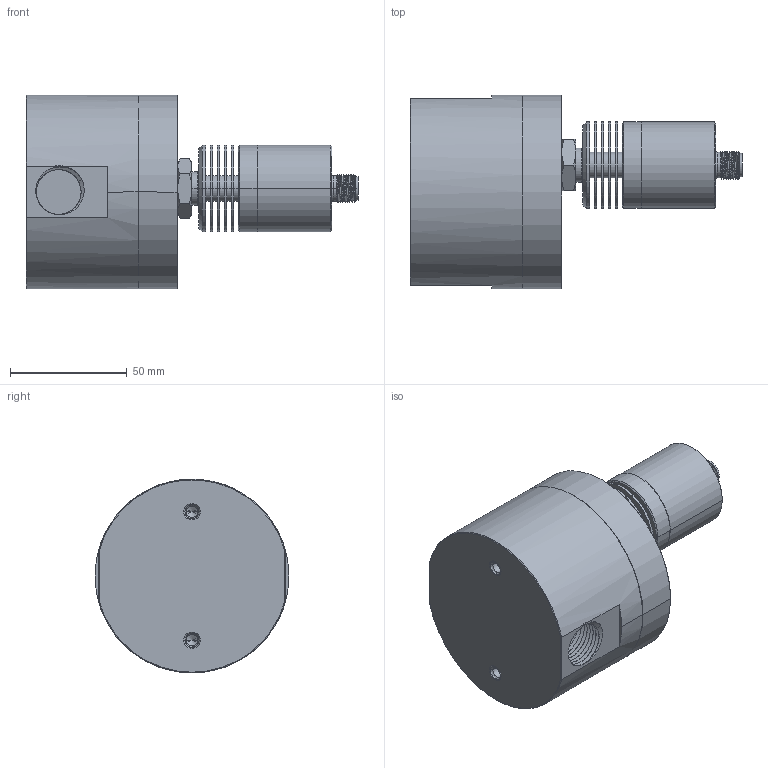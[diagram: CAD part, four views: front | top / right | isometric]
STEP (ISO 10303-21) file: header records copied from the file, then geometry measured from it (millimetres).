
FILE_DESCRIPTION (( 'STEP AP214' ), '1' );
FILE_NAME ('FM510-M10-T-M-3D.STEP', '2021-09-01T01:40:05', ( '' ), ( '' ), 'SwSTEP 2.0', 'SolidWorks 2018', '' );
FILE_SCHEMA (( 'AUTOMOTIVE_DESIGN' ));
Length unit declared in the file: millimetre
Products named in the file (8): FM510-M10-T-M-3D.stp; FM510-T-ASM-01-3D.stp; HSHSM-5.stp; FM510-T-ASM-M-3D_ASM.stp; FM510-M10-T-M-3D; FM510-T-ASM-02-M-3D.stp; FM120-02-20210510.stp; CLBT-M10.stp
Assembly tree (7 placements, depth 4):
  FM510-M10-T-M-3D
    FM510-M10-T-M-3D.stp
      FM510-T-ASM-M-3D_ASM.stp
        FM510-T-ASM-01-3D.stp
        FM510-T-ASM-02-M-3D.stp
        HSHSM-5.stp
        FM120-02-20210510.stp
      CLBT-M10.stp
Bounding box: 142.2 x 83 x 83 mm (x, y, z)
Volume: 58507.3 mm3; surface area: 63695 mm2
Topology: 4 solids, 7 shells, 426 faces, 1040 edges, 662 vertices
Faces by surface type: cylinder 139, plane 120, cone 86, bspline 45, torus 20, sphere 16
Entity records: 21237 total; most frequent: CARTESIAN_POINT 11505, ORIENTED_EDGE 2000, DIRECTION 1865, EDGE_CURVE 1004, AXIS2_PLACEMENT_3D 752, VERTEX_POINT 646, EDGE_LOOP 488, FACE_OUTER_BOUND 426
